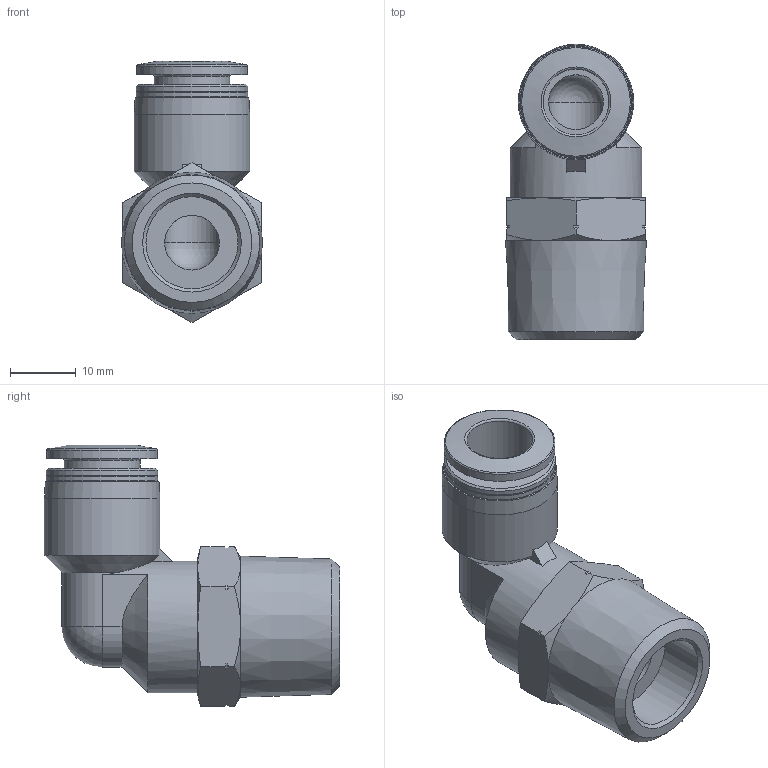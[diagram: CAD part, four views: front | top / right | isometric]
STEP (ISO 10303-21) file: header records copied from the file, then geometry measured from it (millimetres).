
FILE_DESCRIPTION(/* description */ ('STEP AP214'),/* implementation_level */ '2;1');
FILE_NAME(/* name */ '133192_QSL-1_2-10-50',/* time_stamp */ '2024-09-14T08:27:00+02:00',/* author */ ('License CC BY-ND 4.0'),/* organization */ ('CADENAS'),/* preprocessor_version */ 'ST-DEVELOPER v19.3',/* originating_system */ 'PARTsolutions',/* authorisation */ ' ');
FILE_SCHEMA (('AUTOMOTIVE_DESIGN {1 0 10303 214 3 1 1}'));
Length unit declared in the file: millimetre
Products named in the file (1): 133192 QSL-1/2-10-50
Bounding box: 21.38 x 44.75 x 39.62 mm (x, y, z)
Volume: 11529.5 mm3; surface area: 6148.4 mm2
Topology: 1 solids, 1 shells, 77 faces, 182 edges, 111 vertices
Faces by surface type: cone 35, plane 19, cylinder 18, torus 3, sphere 2
Full cylindrical faces by diameter (mm): 8.3 x2, 10 x1, 11.5 x1, 13.97 x1, 16.8 x1, 16.9 x2, 17.5 x1, 20 x1
Entity records: 2666 total; most frequent: CARTESIAN_POINT 515, DIRECTION 316, ORIENTED_EDGE 308, EDGE_CURVE 154, AXIS2_PLACEMENT_3D 140, VERTEX_POINT 107, EDGE_LOOP 107, FACE_BOUND 107
